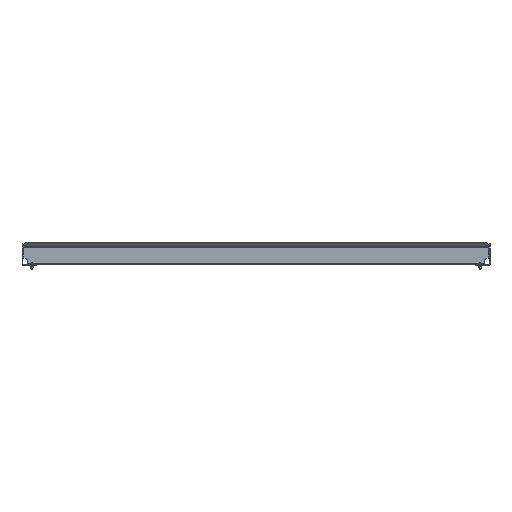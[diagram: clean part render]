
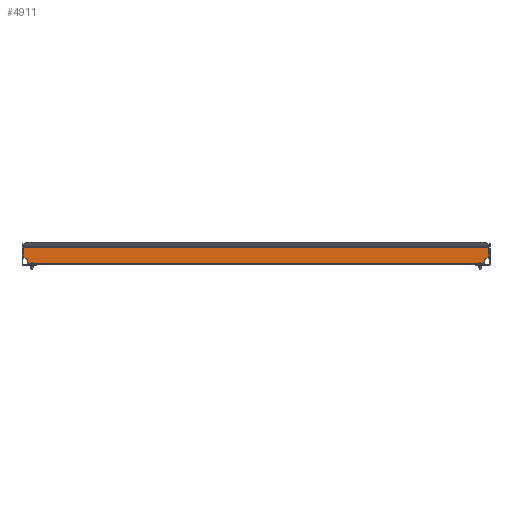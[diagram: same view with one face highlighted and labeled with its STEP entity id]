
A CAD part, front view. The second image highlights one B-rep face of the part: STEP entity #4911.
In plain terms, the highlighted face is planar.
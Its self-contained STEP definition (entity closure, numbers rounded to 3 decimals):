
#54 = CARTESIAN_POINT ( 'NONE',  ( 369., 0., 27.515 ) ) ;
#373 = DIRECTION ( 'NONE',  ( -1., 0., 0. ) ) ;
#566 = VECTOR ( 'NONE', #10118, 1000. ) ;
#568 = VERTEX_POINT ( 'NONE', #7175 ) ;
#584 = CARTESIAN_POINT ( 'NONE',  ( -363., 0., -0.001 ) ) ;
#766 = ORIENTED_EDGE ( 'NONE', *, *, #3162, .T. ) ;
#826 = VERTEX_POINT ( 'NONE', #2443 ) ;
#975 = VERTEX_POINT ( 'NONE', #1761 ) ;
#1187 = CARTESIAN_POINT ( 'NONE',  ( -369., 0., 27.929 ) ) ;
#1327 = VECTOR ( 'NONE', #2933, 1000. ) ;
#1433 = CARTESIAN_POINT ( 'NONE',  ( 363., 0., 1.8 ) ) ;
#1634 = ORIENTED_EDGE ( 'NONE', *, *, #10278, .T. ) ;
#1761 = CARTESIAN_POINT ( 'NONE',  ( -369., 0., 10.8 ) ) ;
#1852 = LINE ( 'NONE', #8502, #3481 ) ;
#1921 = CARTESIAN_POINT ( 'NONE',  ( 369., 0., 27.929 ) ) ;
#1967 = CARTESIAN_POINT ( 'NONE',  ( 366.25, 0., 7.55 ) ) ;
#1993 = EDGE_CURVE ( 'NONE', #568, #975, #10811, .T. ) ;
#2009 = EDGE_CURVE ( 'NONE', #7328, #7969, #8909, .T. ) ;
#2289 = DIRECTION ( 'NONE',  ( 0., 0., 1. ) ) ;
#2415 = DIRECTION ( 'NONE',  ( -1., 0., 0. ) ) ;
#2443 = CARTESIAN_POINT ( 'NONE',  ( -363., 0., 1.8 ) ) ;
#2519 = CARTESIAN_POINT ( 'NONE',  ( 363., 0., 7.55 ) ) ;
#2543 = LINE ( 'NONE', #1921, #1327 ) ;
#2692 = LINE ( 'NONE', #7256, #11063 ) ;
#2803 = FACE_OUTER_BOUND ( 'NONE', #6860, .T. ) ;
#2933 = DIRECTION ( 'NONE',  ( 0., 0., -1. ) ) ;
#2934 = EDGE_CURVE ( 'NONE', #7328, #826, #2692, .T. ) ;
#3162 = EDGE_CURVE ( 'NONE', #10997, #568, #7383, .T. ) ;
#3214 = CIRCLE ( 'NONE', #11038, 3.25 ) ;
#3481 = VECTOR ( 'NONE', #5000, 1000. ) ;
#3670 = ORIENTED_EDGE ( 'NONE', *, *, #2009, .F. ) ;
#3722 = DIRECTION ( 'NONE',  ( 0., -1., 0. ) ) ;
#4108 = DIRECTION ( 'NONE',  ( 0., 0., 1. ) ) ;
#4547 = VECTOR ( 'NONE', #4845, 1000. ) ;
#4549 = ORIENTED_EDGE ( 'NONE', *, *, #10577, .T. ) ;
#4621 = DIRECTION ( 'NONE',  ( 0., 0., 1. ) ) ;
#4781 = CARTESIAN_POINT ( 'NONE',  ( 369., 0., 10.8 ) ) ;
#4845 = DIRECTION ( 'NONE',  ( -1., 0., 0. ) ) ;
#4911 = ADVANCED_FACE ( 'NONE', ( #2803 ), #9689, .T. ) ;
#4966 = ORIENTED_EDGE ( 'NONE', *, *, #1993, .T. ) ;
#5000 = DIRECTION ( 'NONE',  ( -1., 0., 0. ) ) ;
#5249 = EDGE_CURVE ( 'NONE', #6077, #975, #5822, .T. ) ;
#5347 = CARTESIAN_POINT ( 'NONE',  ( 369., 0., 27.929 ) ) ;
#5476 = CARTESIAN_POINT ( 'NONE',  ( -369., 0., 27.515 ) ) ;
#5515 = ORIENTED_EDGE ( 'NONE', *, *, #10751, .T. ) ;
#5542 = ORIENTED_EDGE ( 'NONE', *, *, #7953, .F. ) ;
#5746 = CARTESIAN_POINT ( 'NONE',  ( -363., 0., 10.8 ) ) ;
#5802 = ORIENTED_EDGE ( 'NONE', *, *, #2934, .T. ) ;
#5822 = LINE ( 'NONE', #1187, #8143 ) ;
#5987 = ORIENTED_EDGE ( 'NONE', *, *, #5249, .F. ) ;
#6077 = VERTEX_POINT ( 'NONE', #5476 ) ;
#6753 = DIRECTION ( 'NONE',  ( 0., -1., 0. ) ) ;
#6860 = EDGE_LOOP ( 'NONE', ( #1634, #766, #4966, #5987, #5542, #9251, #5515, #4549, #3670, #5802 ) ) ;
#6902 = AXIS2_PLACEMENT_3D ( 'NONE', #5347, #7173, #10594 ) ;
#6969 = AXIS2_PLACEMENT_3D ( 'NONE', #7709, #6753, #4108 ) ;
#7173 = DIRECTION ( 'NONE',  ( 0., 1., 0. ) ) ;
#7175 = CARTESIAN_POINT ( 'NONE',  ( -366.25, 0., 10.8 ) ) ;
#7256 = CARTESIAN_POINT ( 'NONE',  ( 369., 0., 1.8 ) ) ;
#7328 = VERTEX_POINT ( 'NONE', #1433 ) ;
#7383 = CIRCLE ( 'NONE', #6969, 3.25 ) ;
#7501 = CARTESIAN_POINT ( 'NONE',  ( 363., 0., -0.001 ) ) ;
#7670 = CARTESIAN_POINT ( 'NONE',  ( 369., 0., 27.515 ) ) ;
#7709 = CARTESIAN_POINT ( 'NONE',  ( -366.25, 0., 7.55 ) ) ;
#7729 = CARTESIAN_POINT ( 'NONE',  ( 366.25, 0., 10.8 ) ) ;
#7772 = VERTEX_POINT ( 'NONE', #4781 ) ;
#7953 = EDGE_CURVE ( 'NONE', #11048, #6077, #8896, .T. ) ;
#7969 = VERTEX_POINT ( 'NONE', #2519 ) ;
#8021 = LINE ( 'NONE', #584, #9932 ) ;
#8143 = VECTOR ( 'NONE', #10808, 1000. ) ;
#8502 = CARTESIAN_POINT ( 'NONE',  ( 363., 0., 10.8 ) ) ;
#8573 = VERTEX_POINT ( 'NONE', #7729 ) ;
#8612 = CARTESIAN_POINT ( 'NONE',  ( -363., 0., 7.55 ) ) ;
#8896 = LINE ( 'NONE', #7670, #9571 ) ;
#8909 = LINE ( 'NONE', #7501, #566 ) ;
#9251 = ORIENTED_EDGE ( 'NONE', *, *, #10012, .T. ) ;
#9571 = VECTOR ( 'NONE', #2415, 1000. ) ;
#9689 = PLANE ( 'NONE',  #6902 ) ;
#9932 = VECTOR ( 'NONE', #2289, 1000. ) ;
#10012 = EDGE_CURVE ( 'NONE', #11048, #7772, #2543, .T. ) ;
#10118 = DIRECTION ( 'NONE',  ( 0., 0., 1. ) ) ;
#10278 = EDGE_CURVE ( 'NONE', #826, #10997, #8021, .T. ) ;
#10577 = EDGE_CURVE ( 'NONE', #8573, #7969, #3214, .T. ) ;
#10594 = DIRECTION ( 'NONE',  ( 0., 0., 1. ) ) ;
#10751 = EDGE_CURVE ( 'NONE', #7772, #8573, #1852, .T. ) ;
#10808 = DIRECTION ( 'NONE',  ( 0., 0., -1. ) ) ;
#10811 = LINE ( 'NONE', #5746, #4547 ) ;
#10997 = VERTEX_POINT ( 'NONE', #8612 ) ;
#11038 = AXIS2_PLACEMENT_3D ( 'NONE', #1967, #3722, #4621 ) ;
#11048 = VERTEX_POINT ( 'NONE', #54 ) ;
#11063 = VECTOR ( 'NONE', #373, 1000. ) ;
